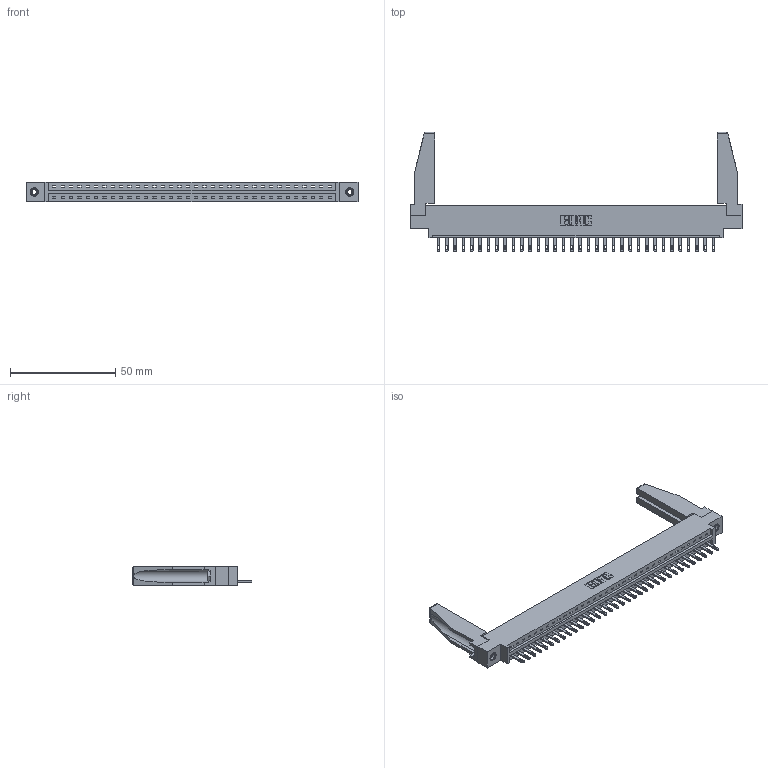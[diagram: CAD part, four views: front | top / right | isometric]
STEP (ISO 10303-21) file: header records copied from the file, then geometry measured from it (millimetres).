
FILE_DESCRIPTION (( 'STEP AP203' ), '1' );
FILE_NAME ('337-034-500-678.STEP', '2019-10-01T11:20:44', ( '' ), ( '' ), 'SwSTEP 2.0', 'SolidWorks 2016', '' );
FILE_SCHEMA (( 'CONFIG_CONTROL_DESIGN' ));
Length unit declared in the file: inch
Products named in the file (5): 337-034-500-678; 307-220-078; 345-250-001_345-250-001-102; 337 Part_0.170 Offset - 0.156 Dia-TI; 345-292-001_345-293-100
Assembly tree (39 placements, depth 2):
  337-034-500-678
    337 Part_0.170 Offset - 0.156 Dia-TI
    345-292-001_345-293-100  x34
    345-250-001_345-250-001-102  x2
    307-220-078  x2
Bounding box: 157.73 x 56.65 x 9.4 mm (x, y, z)
Volume: 20190.6 mm3; surface area: 20705.7 mm2
Topology: 39 solids, 39 shells, 2220 faces, 6773 edges, 4506 vertices
Faces by surface type: plane 1518, cylinder 686, cone 12, torus 4
Entity records: 28810 total; most frequent: CARTESIAN_POINT 5010, ORIENTED_EDGE 4936, DIRECTION 4244, EDGE_CURVE 2468, VECTOR 2298, LINE 2298, VERTEX_POINT 1640, AXIS2_PLACEMENT_3D 973
